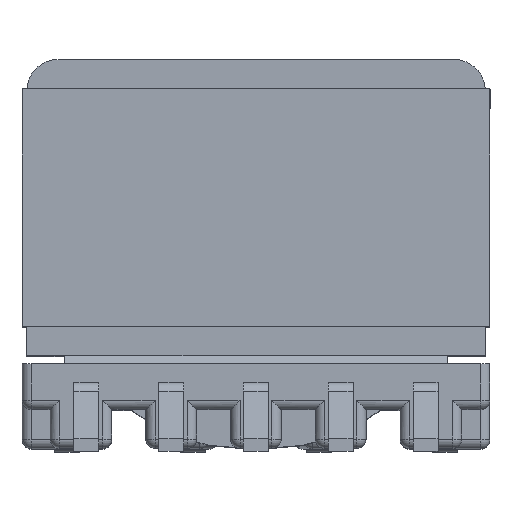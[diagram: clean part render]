
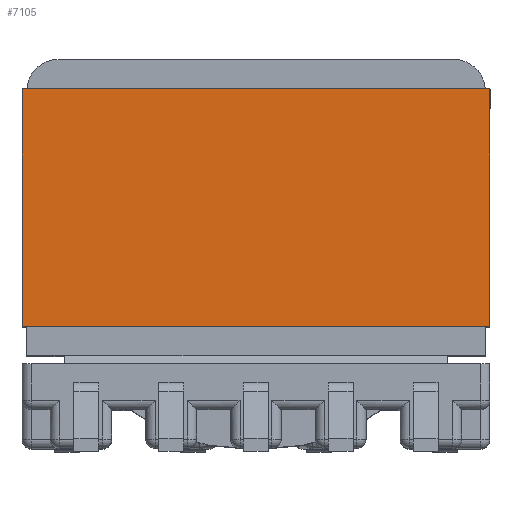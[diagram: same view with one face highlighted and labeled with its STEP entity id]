
A CAD part, top view. The second image highlights one B-rep face of the part: STEP entity #7105.
In plain terms, the highlighted face is planar.
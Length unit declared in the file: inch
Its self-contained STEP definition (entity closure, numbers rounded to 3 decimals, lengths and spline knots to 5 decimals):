
#241 = DIRECTION ( 'NONE',  ( 0., 0., 1. ) ) ;
#416 = LINE ( 'NONE', #10970, #9415 ) ;
#792 = DIRECTION ( 'NONE',  ( 0., 1., 0. ) ) ;
#1905 = PLANE ( 'NONE',  #14198 ) ;
#2461 = VERTEX_POINT ( 'NONE', #4813 ) ;
#2485 = CARTESIAN_POINT ( 'NONE',  ( 0.53189, -0.58465, -0.3 ) ) ;
#2503 = CARTESIAN_POINT ( 'NONE',  ( 0.53189, 0.00591, 0. ) ) ;
#3267 = VECTOR ( 'NONE', #7437, 39.37008 ) ;
#3718 = FACE_OUTER_BOUND ( 'NONE', #6131, .T. ) ;
#3845 = ORIENTED_EDGE ( 'NONE', *, *, #4216, .F. ) ;
#4216 = EDGE_CURVE ( 'NONE', #2461, #6918, #416, .T. ) ;
#4813 = CARTESIAN_POINT ( 'NONE',  ( 0.53189, -0.58465, 0. ) ) ;
#5049 = VERTEX_POINT ( 'NONE', #7031 ) ;
#5527 = LINE ( 'NONE', #2485, #11135 ) ;
#6131 = EDGE_LOOP ( 'NONE', ( #3845, #11384, #12881, #11592 ) ) ;
#6918 = VERTEX_POINT ( 'NONE', #2503 ) ;
#7031 = CARTESIAN_POINT ( 'NONE',  ( 0.53189, 0.00591, -0.3 ) ) ;
#7105 = ADVANCED_FACE ( 'NONE', ( #3718 ), #1905, .T. ) ;
#7437 = DIRECTION ( 'NONE',  ( 0., 1., 0. ) ) ;
#7586 = DIRECTION ( 'NONE',  ( 1., 0., 0. ) ) ;
#7632 = CARTESIAN_POINT ( 'NONE',  ( 0.53189, -0.58465, -0.3 ) ) ;
#9096 = VECTOR ( 'NONE', #9907, 39.37008 ) ;
#9415 = VECTOR ( 'NONE', #12073, 39.37008 ) ;
#9907 = DIRECTION ( 'NONE',  ( 0., 0., 1. ) ) ;
#10321 = EDGE_CURVE ( 'NONE', #12452, #5049, #11823, .T. ) ;
#10970 = CARTESIAN_POINT ( 'NONE',  ( 0.53189, 0.00591, 0. ) ) ;
#11135 = VECTOR ( 'NONE', #241, 39.37008 ) ;
#11293 = EDGE_CURVE ( 'NONE', #5049, #6918, #12390, .T. ) ;
#11384 = ORIENTED_EDGE ( 'NONE', *, *, #14080, .F. ) ;
#11592 = ORIENTED_EDGE ( 'NONE', *, *, #11293, .T. ) ;
#11823 = LINE ( 'NONE', #14050, #3267 ) ;
#12073 = DIRECTION ( 'NONE',  ( 0., 1., 0. ) ) ;
#12390 = LINE ( 'NONE', #13176, #9096 ) ;
#12452 = VERTEX_POINT ( 'NONE', #7632 ) ;
#12881 = ORIENTED_EDGE ( 'NONE', *, *, #10321, .T. ) ;
#13176 = CARTESIAN_POINT ( 'NONE',  ( 0.53189, 0.00591, -0.3 ) ) ;
#14050 = CARTESIAN_POINT ( 'NONE',  ( 0.53189, 0.00591, -0.3 ) ) ;
#14080 = EDGE_CURVE ( 'NONE', #12452, #2461, #5527, .T. ) ;
#14197 = CARTESIAN_POINT ( 'NONE',  ( 0.53189, 0.00591, -0.3 ) ) ;
#14198 = AXIS2_PLACEMENT_3D ( 'NONE', #14197, #7586, #792 ) ;
